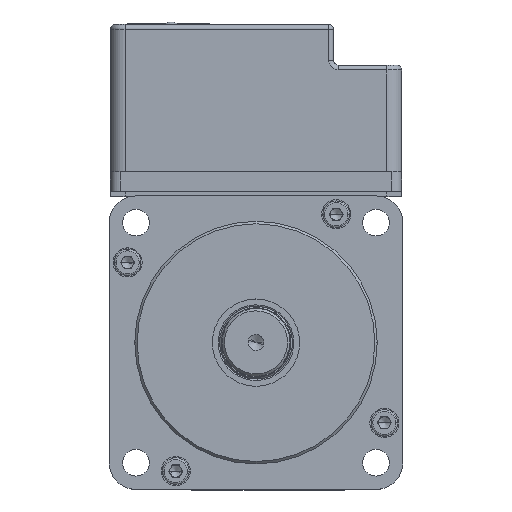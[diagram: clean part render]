
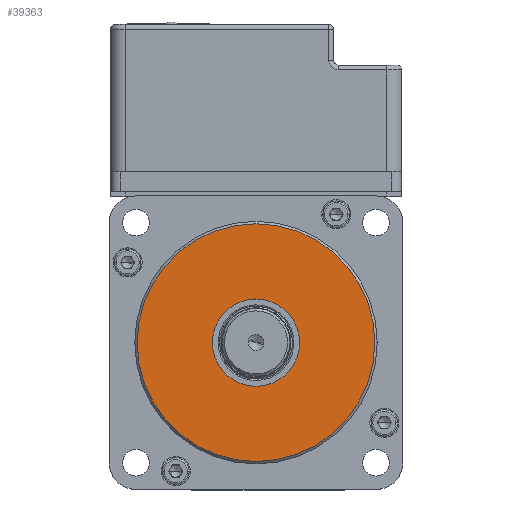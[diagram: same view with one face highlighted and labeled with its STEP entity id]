
A CAD part, top view. The second image highlights one B-rep face of the part: STEP entity #39363.
In plain terms, the highlighted planar face has unit normal (0, 0, 1).
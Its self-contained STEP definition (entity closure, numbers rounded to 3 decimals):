
#1510 = CIRCLE ( 'NONE', #23165, 9. ) ;
#2030 = EDGE_LOOP ( 'NONE', ( #21775, #20498 ) ) ;
#2704 = DIRECTION ( 'NONE',  ( 0., 0., 1. ) ) ;
#3481 = CIRCLE ( 'NONE', #37438, 24.5 ) ;
#5227 = EDGE_CURVE ( 'NONE', #39465, #34651, #3481, .T. ) ;
#8420 = DIRECTION ( 'NONE',  ( 0., 0., 1. ) ) ;
#8451 = CARTESIAN_POINT ( 'NONE',  ( -9., 0., 6. ) ) ;
#8672 = CARTESIAN_POINT ( 'NONE',  ( -24.5, 0., 6. ) ) ;
#11020 = CARTESIAN_POINT ( 'NONE',  ( 0., 0., 6. ) ) ;
#11922 = DIRECTION ( 'NONE',  ( 0., 0., 1. ) ) ;
#15176 = DIRECTION ( 'NONE',  ( -1., 0., 0. ) ) ;
#15526 = AXIS2_PLACEMENT_3D ( 'NONE', #33979, #2704, #52480 ) ;
#17745 = CARTESIAN_POINT ( 'NONE',  ( 24.5, 0., 6. ) ) ;
#18865 = ORIENTED_EDGE ( 'NONE', *, *, #49406, .T. ) ;
#20364 = ORIENTED_EDGE ( 'NONE', *, *, #43722, .T. ) ;
#20444 = FACE_OUTER_BOUND ( 'NONE', #2030, .T. ) ;
#20498 = ORIENTED_EDGE ( 'NONE', *, *, #5227, .T. ) ;
#21330 = VERTEX_POINT ( 'NONE', #8451 ) ;
#21775 = ORIENTED_EDGE ( 'NONE', *, *, #41211, .T. ) ;
#22717 = VERTEX_POINT ( 'NONE', #47611 ) ;
#23165 = AXIS2_PLACEMENT_3D ( 'NONE', #52277, #29907, #43474 ) ;
#26440 = CARTESIAN_POINT ( 'NONE',  ( 0., 0., 6. ) ) ;
#29907 = DIRECTION ( 'NONE',  ( 0., 0., -1. ) ) ;
#33979 = CARTESIAN_POINT ( 'NONE',  ( 0., 0., 6. ) ) ;
#34651 = VERTEX_POINT ( 'NONE', #8672 ) ;
#34926 = DIRECTION ( 'NONE',  ( 1., 0., 0. ) ) ;
#37438 = AXIS2_PLACEMENT_3D ( 'NONE', #43756, #11922, #34926 ) ;
#38400 = FACE_BOUND ( 'NONE', #52917, .T. ) ;
#39363 = ADVANCED_FACE ( 'NONE', ( #20444, #38400 ), #43394, .T. ) ;
#39460 = AXIS2_PLACEMENT_3D ( 'NONE', #11020, #54902, #15176 ) ;
#39465 = VERTEX_POINT ( 'NONE', #17745 ) ;
#41211 = EDGE_CURVE ( 'NONE', #34651, #39465, #42912, .T. ) ;
#42912 = CIRCLE ( 'NONE', #55078, 24.5 ) ;
#43394 = PLANE ( 'NONE',  #15526 ) ;
#43474 = DIRECTION ( 'NONE',  ( -1., 0., 0. ) ) ;
#43722 = EDGE_CURVE ( 'NONE', #22717, #21330, #57222, .T. ) ;
#43756 = CARTESIAN_POINT ( 'NONE',  ( 0., 0., 6. ) ) ;
#47611 = CARTESIAN_POINT ( 'NONE',  ( 9., 0., 6. ) ) ;
#48805 = DIRECTION ( 'NONE',  ( 1., 0., 0. ) ) ;
#49406 = EDGE_CURVE ( 'NONE', #21330, #22717, #1510, .T. ) ;
#52277 = CARTESIAN_POINT ( 'NONE',  ( 0., 0., 6. ) ) ;
#52480 = DIRECTION ( 'NONE',  ( 1., 0., 0. ) ) ;
#52917 = EDGE_LOOP ( 'NONE', ( #18865, #20364 ) ) ;
#54902 = DIRECTION ( 'NONE',  ( 0., 0., -1. ) ) ;
#55078 = AXIS2_PLACEMENT_3D ( 'NONE', #26440, #8420, #48805 ) ;
#57222 = CIRCLE ( 'NONE', #39460, 9. ) ;
